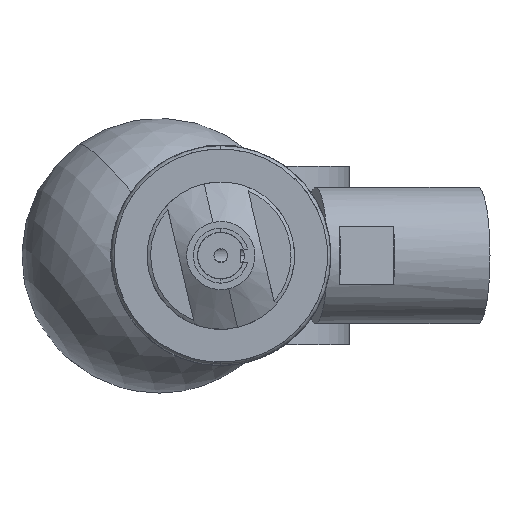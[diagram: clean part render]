
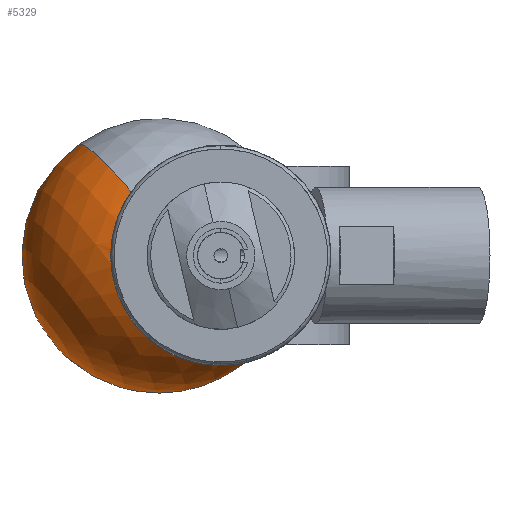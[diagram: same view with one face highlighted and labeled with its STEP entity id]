
A CAD part, left-side view. The second image highlights one B-rep face of the part: STEP entity #5329.
In plain terms, the highlighted spherical face has radius 15.875 mm.
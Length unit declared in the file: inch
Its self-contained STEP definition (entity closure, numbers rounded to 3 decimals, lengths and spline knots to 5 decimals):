
#253 = AXIS2_PLACEMENT_3D ( 'NONE', #905, #11687, #5776 ) ;
#905 = CARTESIAN_POINT ( 'NONE',  ( 7.15539, 0.28004, 0. ) ) ;
#916 = VERTEX_POINT ( 'NONE', #14919 ) ;
#1909 = ORIENTED_EDGE ( 'NONE', *, *, #10830, .T. ) ;
#2617 = DIRECTION ( 'NONE',  ( -0.127, 0.801, -0.585 ) ) ;
#2684 = CARTESIAN_POINT ( 'NONE',  ( 6.58962, 0.19044, 0. ) ) ;
#2855 = DIRECTION ( 'NONE',  ( 0.988, 0.156, 0. ) ) ;
#3447 = CIRCLE ( 'NONE', #3718, 0.625 ) ;
#3718 = AXIS2_PLACEMENT_3D ( 'NONE', #5594, #10419, #15228 ) ;
#3754 = CARTESIAN_POINT ( 'NONE',  ( 6.55791, 0.39068, -0.14627 ) ) ;
#3775 = CARTESIAN_POINT ( 'NONE',  ( 6.56674, 0.3349, 0.20274 ) ) ;
#3799 = FACE_OUTER_BOUND ( 'NONE', #10331, .T. ) ;
#4112 = ORIENTED_EDGE ( 'NONE', *, *, #10475, .T. ) ;
#4792 = CARTESIAN_POINT ( 'NONE',  ( 7.15539, 0.28004, 0. ) ) ;
#5189 = AXIS2_PLACEMENT_3D ( 'NONE', #4792, #2617, #7475 ) ;
#5329 = ADVANCED_FACE ( 'NONE', ( #3799 ), #9325, .T. ) ;
#5497 = AXIS2_PLACEMENT_3D ( 'NONE', #2684, #9824, #11172 ) ;
#5594 = CARTESIAN_POINT ( 'NONE',  ( 7.15539, 0.28004, 0. ) ) ;
#5776 = DIRECTION ( 'NONE',  ( 0.092, -0.578, -0.811 ) ) ;
#7475 = DIRECTION ( 'NONE',  ( 0., 0.59, 0.808 ) ) ;
#8734 = EDGE_CURVE ( 'NONE', #916, #9576, #12798, .T. ) ;
#9325 = SPHERICAL_SURFACE ( 'NONE', #253, 0.625 ) ;
#9576 = VERTEX_POINT ( 'NONE', #3754 ) ;
#9716 = AXIS2_PLACEMENT_3D ( 'NONE', #10326, #2855, #14025 ) ;
#9824 = DIRECTION ( 'NONE',  ( 0.988, 0.156, 0. ) ) ;
#10049 = VERTEX_POINT ( 'NONE', #13187 ) ;
#10092 = VERTEX_POINT ( 'NONE', #3775 ) ;
#10230 = CIRCLE ( 'NONE', #9716, 0.25 ) ;
#10326 = CARTESIAN_POINT ( 'NONE',  ( 6.58962, 0.19044, 0. ) ) ;
#10331 = EDGE_LOOP ( 'NONE', ( #12367, #1909, #12660, #4112 ) ) ;
#10419 = DIRECTION ( 'NONE',  ( 0.127, -0.801, 0.585 ) ) ;
#10475 = EDGE_CURVE ( 'NONE', #9576, #10092, #10230, .T. ) ;
#10830 = EDGE_CURVE ( 'NONE', #10049, #916, #12726, .T. ) ;
#11172 = DIRECTION ( 'NONE',  ( 0.127, -0.801, 0.585 ) ) ;
#11687 = DIRECTION ( 'NONE',  ( 0.127, -0.801, 0.585 ) ) ;
#12367 = ORIENTED_EDGE ( 'NONE', *, *, #15011, .F. ) ;
#12660 = ORIENTED_EDGE ( 'NONE', *, *, #8734, .T. ) ;
#12726 = CIRCLE ( 'NONE', #5189, 0.625 ) ;
#12798 = CIRCLE ( 'NONE', #5497, 0.25 ) ;
#13187 = CARTESIAN_POINT ( 'NONE',  ( 7.7727, 0.37782, 0. ) ) ;
#14025 = DIRECTION ( 'NONE',  ( 0.127, -0.801, 0.585 ) ) ;
#14919 = CARTESIAN_POINT ( 'NONE',  ( 6.6125, 0.04597, -0.20274 ) ) ;
#15011 = EDGE_CURVE ( 'NONE', #10049, #10092, #3447, .T. ) ;
#15228 = DIRECTION ( 'NONE',  ( 0., -0.59, -0.808 ) ) ;
